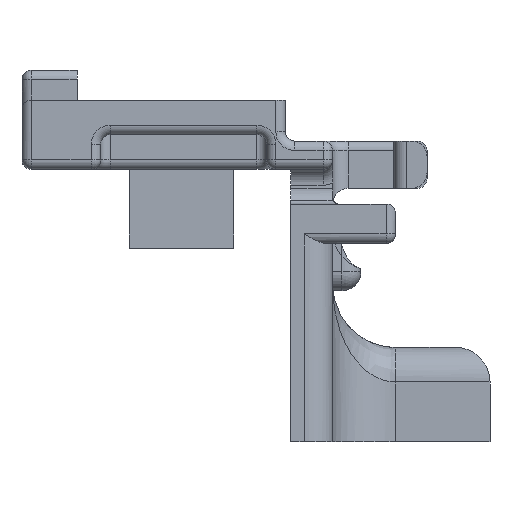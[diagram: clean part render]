
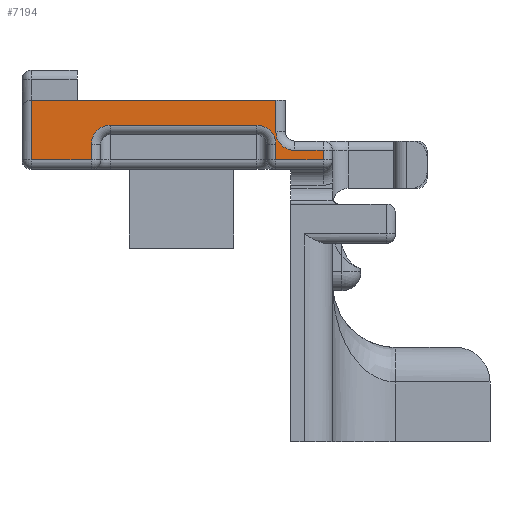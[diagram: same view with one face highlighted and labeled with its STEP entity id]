
A CAD part, left-side view. The second image highlights one B-rep face of the part: STEP entity #7194.
In plain terms, the highlighted planar face has unit normal (-1, 0, 0).
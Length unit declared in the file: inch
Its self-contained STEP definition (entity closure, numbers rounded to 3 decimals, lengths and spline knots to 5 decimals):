
#137 = VERTEX_POINT ( 'NONE', #10709 ) ;
#250 = EDGE_CURVE ( 'NONE', #13126, #582, #13423, .T. ) ;
#302 = CARTESIAN_POINT ( 'NONE',  ( 0.27, 0.616, 0.37 ) ) ;
#330 = EDGE_CURVE ( 'NONE', #8558, #13126, #7162, .T. ) ;
#522 = ORIENTED_EDGE ( 'NONE', *, *, #5597, .T. ) ;
#582 = VERTEX_POINT ( 'NONE', #6859 ) ;
#665 = DIRECTION ( 'NONE',  ( 0., -1., 0. ) ) ;
#714 = CARTESIAN_POINT ( 'NONE',  ( 0.27, -0.03, 0.35 ) ) ;
#716 = VERTEX_POINT ( 'NONE', #714 ) ;
#976 = VECTOR ( 'NONE', #7934, 39.37008 ) ;
#1104 = DIRECTION ( 'NONE',  ( 0., -1., 0. ) ) ;
#1573 = CARTESIAN_POINT ( 'NONE',  ( 0.27, 0., 0.35 ) ) ;
#2024 = CARTESIAN_POINT ( 'NONE',  ( 0.27, 0.03, 0.32 ) ) ;
#2282 = CARTESIAN_POINT ( 'NONE',  ( 0.27, 0.09, 0.37 ) ) ;
#2379 = VECTOR ( 'NONE', #5476, 39.37008 ) ;
#2489 = ORIENTED_EDGE ( 'NONE', *, *, #250, .T. ) ;
#2562 = VERTEX_POINT ( 'NONE', #10585 ) ;
#2619 = EDGE_CURVE ( 'NONE', #11153, #2562, #5557, .T. ) ;
#2647 = CARTESIAN_POINT ( 'NONE',  ( 0.27, 0.616, 0.32 ) ) ;
#2749 = CIRCLE ( 'NONE', #7619, 0.06 ) ;
#2772 = CARTESIAN_POINT ( 'NONE',  ( 0.27, 0.806, 0.51 ) ) ;
#2838 = CARTESIAN_POINT ( 'NONE',  ( 0.27, -0.12, 0.38 ) ) ;
#2844 = CARTESIAN_POINT ( 'NONE',  ( 0.27, 0.556, 0.37 ) ) ;
#2984 = VERTEX_POINT ( 'NONE', #9288 ) ;
#3185 = CARTESIAN_POINT ( 'NONE',  ( 0.27, 0.03, 0.29 ) ) ;
#3212 = LINE ( 'NONE', #5428, #8176 ) ;
#3343 = DIRECTION ( 'NONE',  ( 0., 0., 1. ) ) ;
#3405 = EDGE_CURVE ( 'NONE', #13532, #11153, #7505, .T. ) ;
#3864 = ORIENTED_EDGE ( 'NONE', *, *, #8905, .T. ) ;
#3916 = ORIENTED_EDGE ( 'NONE', *, *, #330, .T. ) ;
#3925 = DIRECTION ( 'NONE',  ( 0., 0., 1. ) ) ;
#3932 = CARTESIAN_POINT ( 'NONE',  ( 0.27, 0.636, 0.51 ) ) ;
#4483 = ORIENTED_EDGE ( 'NONE', *, *, #6708, .T. ) ;
#4701 = EDGE_CURVE ( 'NONE', #137, #5285, #7524, .T. ) ;
#4710 = VECTOR ( 'NONE', #9718, 39.37008 ) ;
#4743 = DIRECTION ( 'NONE',  ( 0., -1., 0. ) ) ;
#4955 = DIRECTION ( 'NONE',  ( 0., 1., 0. ) ) ;
#5008 = DIRECTION ( 'NONE',  ( -1., 0., 0. ) ) ;
#5221 = LINE ( 'NONE', #9684, #2379 ) ;
#5223 = LINE ( 'NONE', #9163, #13309 ) ;
#5285 = VERTEX_POINT ( 'NONE', #2772 ) ;
#5350 = CARTESIAN_POINT ( 'NONE',  ( 0.27, 0.09, 0.43 ) ) ;
#5416 = ORIENTED_EDGE ( 'NONE', *, *, #2619, .T. ) ;
#5428 = CARTESIAN_POINT ( 'NONE',  ( 0.27, 0.616, 0.37 ) ) ;
#5476 = DIRECTION ( 'NONE',  ( 0., 0., 1. ) ) ;
#5557 = LINE ( 'NONE', #5350, #13317 ) ;
#5597 = EDGE_CURVE ( 'NONE', #9815, #137, #5221, .T. ) ;
#5800 = CARTESIAN_POINT ( 'NONE',  ( 0.27, -0.15, 0.32 ) ) ;
#6103 = ORIENTED_EDGE ( 'NONE', *, *, #4701, .T. ) ;
#6320 = LINE ( 'NONE', #1573, #976 ) ;
#6368 = AXIS2_PLACEMENT_3D ( 'NONE', #2282, #9690, #3343 ) ;
#6708 = EDGE_CURVE ( 'NONE', #9283, #8558, #13741, .T. ) ;
#6777 = ORIENTED_EDGE ( 'NONE', *, *, #8913, .T. ) ;
#6859 = CARTESIAN_POINT ( 'NONE',  ( 0.27, -0.12, 0.35 ) ) ;
#7127 = DIRECTION ( 'NONE',  ( 0., 0., 1. ) ) ;
#7131 = CARTESIAN_POINT ( 'NONE',  ( 0.27, 0.03, 0.41 ) ) ;
#7162 = LINE ( 'NONE', #5800, #12109 ) ;
#7194 = ADVANCED_FACE ( 'NONE', ( #13440 ), #9208, .T. ) ;
#7200 = EDGE_LOOP ( 'NONE', ( #10205, #522, #6103, #12065, #3864, #8381, #9488, #5416, #6777, #4483, #3916, #2489, #13619 ) ) ;
#7500 = LINE ( 'NONE', #9759, #4710 ) ;
#7505 = CIRCLE ( 'NONE', #13246, 0.06 ) ;
#7524 = LINE ( 'NONE', #3932, #12806 ) ;
#7619 = AXIS2_PLACEMENT_3D ( 'NONE', #11328, #5008, #12386 ) ;
#7684 = CIRCLE ( 'NONE', #6368, 0.06 ) ;
#7934 = DIRECTION ( 'NONE',  ( 0., 1., 0. ) ) ;
#8176 = VECTOR ( 'NONE', #8597, 39.37008 ) ;
#8381 = ORIENTED_EDGE ( 'NONE', *, *, #10269, .T. ) ;
#8558 = VERTEX_POINT ( 'NONE', #2024 ) ;
#8597 = DIRECTION ( 'NONE',  ( 0., 0., 1. ) ) ;
#8905 = EDGE_CURVE ( 'NONE', #2984, #9703, #5223, .T. ) ;
#8913 = EDGE_CURVE ( 'NONE', #2562, #9283, #7684, .T. ) ;
#9096 = AXIS2_PLACEMENT_3D ( 'NONE', #12387, #13431, #7127 ) ;
#9163 = CARTESIAN_POINT ( 'NONE',  ( 0.27, 0.586, 0.32 ) ) ;
#9208 = PLANE ( 'NONE',  #9096 ) ;
#9283 = VERTEX_POINT ( 'NONE', #13500 ) ;
#9288 = CARTESIAN_POINT ( 'NONE',  ( 0.27, 0.806, 0.32 ) ) ;
#9488 = ORIENTED_EDGE ( 'NONE', *, *, #3405, .T. ) ;
#9684 = CARTESIAN_POINT ( 'NONE',  ( 0.27, 0.03, 0.51 ) ) ;
#9690 = DIRECTION ( 'NONE',  ( 1., 0., 0. ) ) ;
#9703 = VERTEX_POINT ( 'NONE', #2647 ) ;
#9718 = DIRECTION ( 'NONE',  ( 0., 0., -1. ) ) ;
#9759 = CARTESIAN_POINT ( 'NONE',  ( 0.27, 0.806, 0. ) ) ;
#9815 = VERTEX_POINT ( 'NONE', #7131 ) ;
#10205 = ORIENTED_EDGE ( 'NONE', *, *, #10554, .F. ) ;
#10265 = DIRECTION ( 'NONE',  ( 1., 0., 0. ) ) ;
#10269 = EDGE_CURVE ( 'NONE', #9703, #13532, #3212, .T. ) ;
#10324 = EDGE_CURVE ( 'NONE', #5285, #2984, #7500, .T. ) ;
#10554 = EDGE_CURVE ( 'NONE', #9815, #716, #2749, .T. ) ;
#10556 = DIRECTION ( 'NONE',  ( 0., 0., -1. ) ) ;
#10585 = CARTESIAN_POINT ( 'NONE',  ( 0.27, 0.09, 0.43 ) ) ;
#10639 = VECTOR ( 'NONE', #11388, 39.37008 ) ;
#10709 = CARTESIAN_POINT ( 'NONE',  ( 0.27, 0.03, 0.51 ) ) ;
#11153 = VERTEX_POINT ( 'NONE', #13409 ) ;
#11305 = VECTOR ( 'NONE', #10556, 39.37008 ) ;
#11328 = CARTESIAN_POINT ( 'NONE',  ( 0.27, -0.03, 0.41 ) ) ;
#11388 = DIRECTION ( 'NONE',  ( 0., 0., 1. ) ) ;
#12065 = ORIENTED_EDGE ( 'NONE', *, *, #10324, .T. ) ;
#12109 = VECTOR ( 'NONE', #4743, 39.37008 ) ;
#12143 = CARTESIAN_POINT ( 'NONE',  ( 0.27, -0.12, 0.32 ) ) ;
#12386 = DIRECTION ( 'NONE',  ( 0., 0., 1. ) ) ;
#12387 = CARTESIAN_POINT ( 'NONE',  ( 0.27, 0., 0. ) ) ;
#12526 = EDGE_CURVE ( 'NONE', #582, #716, #6320, .T. ) ;
#12806 = VECTOR ( 'NONE', #4955, 39.37008 ) ;
#13126 = VERTEX_POINT ( 'NONE', #12143 ) ;
#13246 = AXIS2_PLACEMENT_3D ( 'NONE', #2844, #10265, #3925 ) ;
#13309 = VECTOR ( 'NONE', #665, 39.37008 ) ;
#13317 = VECTOR ( 'NONE', #1104, 39.37008 ) ;
#13409 = CARTESIAN_POINT ( 'NONE',  ( 0.27, 0.556, 0.43 ) ) ;
#13423 = LINE ( 'NONE', #2838, #10639 ) ;
#13431 = DIRECTION ( 'NONE',  ( -1., 0., 0. ) ) ;
#13440 = FACE_OUTER_BOUND ( 'NONE', #7200, .T. ) ;
#13500 = CARTESIAN_POINT ( 'NONE',  ( 0.27, 0.03, 0.37 ) ) ;
#13532 = VERTEX_POINT ( 'NONE', #302 ) ;
#13619 = ORIENTED_EDGE ( 'NONE', *, *, #12526, .T. ) ;
#13741 = LINE ( 'NONE', #3185, #11305 ) ;
